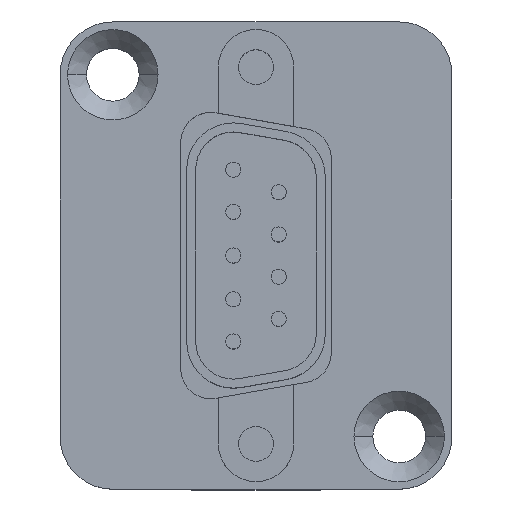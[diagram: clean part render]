
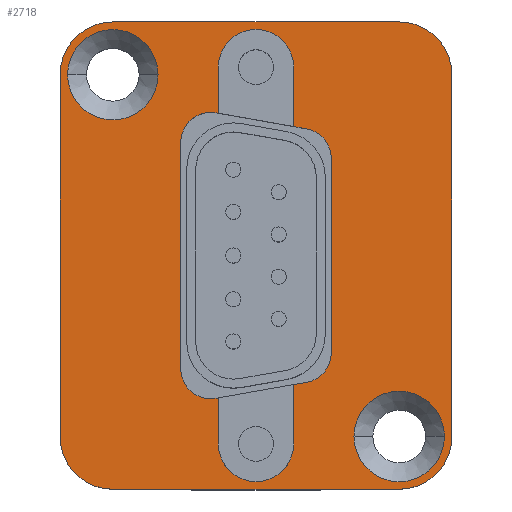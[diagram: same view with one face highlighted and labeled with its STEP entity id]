
A CAD part, top view. The second image highlights one B-rep face of the part: STEP entity #2718.
In plain terms, the highlighted planar face has unit normal (0, 0, 1).
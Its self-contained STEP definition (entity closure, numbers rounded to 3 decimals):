
#171=CARTESIAN_POINT('',(-9.5,-12.,3.5));
#172=DIRECTION('',(0.,0.,1.));
#173=DIRECTION('',(-1.,0.,0.));
#174=AXIS2_PLACEMENT_3D('',#171,#172,#173);
#176=DIRECTION('',(0.,-1.,0.));
#177=VECTOR('',#176,24.);
#178=CARTESIAN_POINT('',(-13.,12.,3.5));
#179=LINE('',#178,#177);
#180=CARTESIAN_POINT('',(-9.5,12.,3.5));
#181=DIRECTION('',(0.,0.,1.));
#182=DIRECTION('',(0.,1.,0.));
#183=AXIS2_PLACEMENT_3D('',#180,#181,#182);
#185=DIRECTION('',(-1.,0.,0.));
#186=VECTOR('',#185,19.);
#187=CARTESIAN_POINT('',(9.5,15.5,3.5));
#188=LINE('',#187,#186);
#189=CARTESIAN_POINT('',(9.5,12.,3.5));
#190=DIRECTION('',(0.,0.,1.));
#191=DIRECTION('',(1.,0.,0.));
#192=AXIS2_PLACEMENT_3D('',#189,#190,#191);
#194=DIRECTION('',(0.,1.,0.));
#195=VECTOR('',#194,24.);
#196=CARTESIAN_POINT('',(13.,-12.,3.5));
#197=LINE('',#196,#195);
#198=CARTESIAN_POINT('',(9.5,-12.,3.5));
#199=DIRECTION('',(0.,0.,1.));
#200=DIRECTION('',(0.,-1.,0.));
#201=AXIS2_PLACEMENT_3D('',#198,#199,#200);
#203=DIRECTION('',(1.,0.,0.));
#204=VECTOR('',#203,19.);
#205=CARTESIAN_POINT('',(-9.5,-15.5,3.5));
#206=LINE('',#205,#204);
#217=CARTESIAN_POINT('',(0.,12.5,3.5));
#218=DIRECTION('',(0.,0.,1.));
#219=DIRECTION('',(1.,0.,0.));
#220=AXIS2_PLACEMENT_3D('',#217,#218,#219);
#222=DIRECTION('',(0.,-1.,0.));
#223=VECTOR('',#222,3.057);
#224=CARTESIAN_POINT('',(-2.5,12.5,3.5));
#225=LINE('',#224,#223);
#226=DIRECTION('',(0.985,-0.174,0.));
#227=VECTOR('',#226,0.155);
#228=CARTESIAN_POINT('',(-2.653,9.47,3.5));
#229=LINE('',#228,#227);
#230=CARTESIAN_POINT('',(-3.,7.5,3.5));
#231=DIRECTION('',(0.,0.,-1.));
#232=DIRECTION('',(-1.,0.,0.));
#233=AXIS2_PLACEMENT_3D('',#230,#231,#232);
#235=DIRECTION('',(0.,1.,0.));
#236=VECTOR('',#235,15.);
#237=CARTESIAN_POINT('',(-5.,-7.5,3.5));
#238=LINE('',#237,#236);
#239=CARTESIAN_POINT('',(-3.,-7.5,3.5));
#240=DIRECTION('',(0.,0.,-1.));
#241=DIRECTION('',(0.174,-0.985,0.));
#242=AXIS2_PLACEMENT_3D('',#239,#240,#241);
#244=DIRECTION('',(-0.985,-0.174,0.));
#245=VECTOR('',#244,0.155);
#246=CARTESIAN_POINT('',(-2.5,-9.443,3.5));
#247=LINE('',#246,#245);
#248=DIRECTION('',(0.,-1.,0.));
#249=VECTOR('',#248,3.057);
#250=CARTESIAN_POINT('',(-2.5,-9.443,3.5));
#251=LINE('',#250,#249);
#252=CARTESIAN_POINT('',(0.,-12.5,3.5));
#253=DIRECTION('',(0.,0.,1.));
#254=DIRECTION('',(-1.,0.,0.));
#255=AXIS2_PLACEMENT_3D('',#252,#253,#254);
#257=DIRECTION('',(0.,1.,0.));
#258=VECTOR('',#257,3.939);
#259=CARTESIAN_POINT('',(2.5,-12.5,3.5));
#260=LINE('',#259,#258);
#261=DIRECTION('',(-0.985,-0.174,0.));
#262=VECTOR('',#261,0.86);
#263=CARTESIAN_POINT('',(3.347,-8.412,3.5));
#264=LINE('',#263,#262);
#265=CARTESIAN_POINT('',(3.,-6.442,3.5));
#266=DIRECTION('',(0.,0.,-1.));
#267=DIRECTION('',(1.,0.,0.));
#268=AXIS2_PLACEMENT_3D('',#265,#266,#267);
#270=DIRECTION('',(0.,-1.,0.));
#271=VECTOR('',#270,12.884);
#272=CARTESIAN_POINT('',(5.,6.442,3.5));
#273=LINE('',#272,#271);
#274=CARTESIAN_POINT('',(3.,6.442,3.5));
#275=DIRECTION('',(0.,0.,-1.));
#276=DIRECTION('',(0.174,0.985,0.));
#277=AXIS2_PLACEMENT_3D('',#274,#275,#276);
#279=DIRECTION('',(0.985,-0.174,0.));
#280=VECTOR('',#279,0.86);
#281=CARTESIAN_POINT('',(2.5,8.561,3.5));
#282=LINE('',#281,#280);
#283=DIRECTION('',(0.,1.,0.));
#284=VECTOR('',#283,3.939);
#285=CARTESIAN_POINT('',(2.5,8.561,3.5));
#286=LINE('',#285,#284);
#297=CARTESIAN_POINT('',(-9.5,12.,3.5));
#298=DIRECTION('',(0.,0.,1.));
#299=DIRECTION('',(1.,0.,0.));
#300=AXIS2_PLACEMENT_3D('',#297,#298,#299);
#302=CARTESIAN_POINT('',(-9.5,12.,3.5));
#303=DIRECTION('',(0.,0.,1.));
#304=DIRECTION('',(-1.,0.,0.));
#305=AXIS2_PLACEMENT_3D('',#302,#303,#304);
#307=CARTESIAN_POINT('',(9.5,-12.,3.5));
#308=DIRECTION('',(0.,0.,1.));
#309=DIRECTION('',(1.,0.,0.));
#310=AXIS2_PLACEMENT_3D('',#307,#308,#309);
#312=CARTESIAN_POINT('',(9.5,-12.,3.5));
#313=DIRECTION('',(0.,0.,1.));
#314=DIRECTION('',(-1.,0.,0.));
#315=AXIS2_PLACEMENT_3D('',#312,#313,#314);
#1945=CARTESIAN_POINT('',(-13.,-12.,3.5));
#1946=CARTESIAN_POINT('',(-9.5,-15.5,3.5));
#1947=VERTEX_POINT('',#1945);
#1948=VERTEX_POINT('',#1946);
#1949=CARTESIAN_POINT('',(9.5,-15.5,3.5));
#1950=VERTEX_POINT('',#1949);
#1951=CARTESIAN_POINT('',(13.,-12.,3.5));
#1952=VERTEX_POINT('',#1951);
#1953=CARTESIAN_POINT('',(13.,12.,3.5));
#1954=VERTEX_POINT('',#1953);
#1955=CARTESIAN_POINT('',(9.5,15.5,3.5));
#1956=VERTEX_POINT('',#1955);
#1957=CARTESIAN_POINT('',(-9.5,15.5,3.5));
#1958=VERTEX_POINT('',#1957);
#1959=CARTESIAN_POINT('',(-13.,12.,3.5));
#1960=VERTEX_POINT('',#1959);
#1973=CARTESIAN_POINT('',(2.5,12.5,3.5));
#1974=CARTESIAN_POINT('',(-2.5,12.5,3.5));
#1975=VERTEX_POINT('',#1973);
#1976=VERTEX_POINT('',#1974);
#1977=CARTESIAN_POINT('',(-5.,-7.5,3.5));
#1978=CARTESIAN_POINT('',(-5.,7.5,3.5));
#1979=VERTEX_POINT('',#1977);
#1980=VERTEX_POINT('',#1978);
#1981=CARTESIAN_POINT('',(-2.653,9.47,3.5));
#1982=VERTEX_POINT('',#1981);
#1983=CARTESIAN_POINT('',(3.347,8.412,3.5));
#1984=CARTESIAN_POINT('',(5.,6.442,3.5));
#1985=VERTEX_POINT('',#1983);
#1986=VERTEX_POINT('',#1984);
#1987=CARTESIAN_POINT('',(5.,-6.442,3.5));
#1988=VERTEX_POINT('',#1987);
#1989=CARTESIAN_POINT('',(3.347,-8.412,3.5));
#1990=VERTEX_POINT('',#1989);
#1991=CARTESIAN_POINT('',(-2.653,-9.47,3.5));
#1992=VERTEX_POINT('',#1991);
#2365=CARTESIAN_POINT('',(-6.5,12.,3.5));
#2366=CARTESIAN_POINT('',(-12.5,12.,3.5));
#2367=VERTEX_POINT('',#2365);
#2368=VERTEX_POINT('',#2366);
#2369=CARTESIAN_POINT('',(12.5,-12.,3.5));
#2370=CARTESIAN_POINT('',(6.5,-12.,3.5));
#2371=VERTEX_POINT('',#2369);
#2372=VERTEX_POINT('',#2370);
#2485=CARTESIAN_POINT('',(-2.5,9.443,3.5));
#2486=VERTEX_POINT('',#2485);
#2487=CARTESIAN_POINT('',(2.5,8.561,3.5));
#2488=VERTEX_POINT('',#2487);
#2489=CARTESIAN_POINT('',(-2.5,-12.5,3.5));
#2490=CARTESIAN_POINT('',(2.5,-12.5,3.5));
#2491=VERTEX_POINT('',#2489);
#2492=VERTEX_POINT('',#2490);
#2493=CARTESIAN_POINT('',(2.5,-8.561,3.5));
#2494=VERTEX_POINT('',#2493);
#2495=CARTESIAN_POINT('',(-2.5,-9.443,3.5));
#2496=VERTEX_POINT('',#2495);
#2651=CARTESIAN_POINT('',(0.,0.,3.5));
#2652=DIRECTION('',(0.,0.,1.));
#2653=DIRECTION('',(1.,0.,0.));
#2654=AXIS2_PLACEMENT_3D('',#2651,#2652,#2653);
#2655=PLANE('',#2654);
#2657=ORIENTED_EDGE('',*,*,#2656,.F.);
#2659=ORIENTED_EDGE('',*,*,#2658,.F.);
#2661=ORIENTED_EDGE('',*,*,#2660,.F.);
#2663=ORIENTED_EDGE('',*,*,#2662,.F.);
#2665=ORIENTED_EDGE('',*,*,#2664,.F.);
#2667=ORIENTED_EDGE('',*,*,#2666,.F.);
#2669=ORIENTED_EDGE('',*,*,#2668,.F.);
#2671=ORIENTED_EDGE('',*,*,#2670,.F.);
#2672=EDGE_LOOP('',(#2657,#2659,#2661,#2663,#2665,#2667,#2669,#2671));
#2673=FACE_OUTER_BOUND('',#2672,.F.);
#2675=ORIENTED_EDGE('',*,*,#2674,.T.);
#2677=ORIENTED_EDGE('',*,*,#2676,.T.);
#2679=ORIENTED_EDGE('',*,*,#2678,.F.);
#2681=ORIENTED_EDGE('',*,*,#2680,.F.);
#2683=ORIENTED_EDGE('',*,*,#2682,.F.);
#2685=ORIENTED_EDGE('',*,*,#2684,.F.);
#2687=ORIENTED_EDGE('',*,*,#2686,.F.);
#2689=ORIENTED_EDGE('',*,*,#2688,.T.);
#2691=ORIENTED_EDGE('',*,*,#2690,.T.);
#2693=ORIENTED_EDGE('',*,*,#2692,.T.);
#2695=ORIENTED_EDGE('',*,*,#2694,.F.);
#2697=ORIENTED_EDGE('',*,*,#2696,.F.);
#2699=ORIENTED_EDGE('',*,*,#2698,.F.);
#2701=ORIENTED_EDGE('',*,*,#2700,.F.);
#2703=ORIENTED_EDGE('',*,*,#2702,.F.);
#2705=ORIENTED_EDGE('',*,*,#2704,.T.);
#2706=EDGE_LOOP('',(#2675,#2677,#2679,#2681,#2683,#2685,#2687,#2689,#2691,#2693,
#2695,#2697,#2699,#2701,#2703,#2705));
#2707=FACE_BOUND('',#2706,.F.);
#2708=ORIENTED_EDGE('',*,*,#2631,.T.);
#2709=ORIENTED_EDGE('',*,*,#2645,.T.);
#2710=EDGE_LOOP('',(#2708,#2709));
#2711=FACE_BOUND('',#2710,.F.);
#2713=ORIENTED_EDGE('',*,*,#2712,.T.);
#2715=ORIENTED_EDGE('',*,*,#2714,.T.);
#2716=EDGE_LOOP('',(#2713,#2715));
#2717=FACE_BOUND('',#2716,.F.);
#2718=ADVANCED_FACE('',(#2673,#2707,#2711,#2717),#2655,.T.);
#175=CIRCLE('',#174,3.5);
#184=CIRCLE('',#183,3.5);
#193=CIRCLE('',#192,3.5);
#202=CIRCLE('',#201,3.5);
#221=CIRCLE('',#220,2.5);
#234=CIRCLE('',#233,2.);
#243=CIRCLE('',#242,2.);
#256=CIRCLE('',#255,2.5);
#269=CIRCLE('',#268,2.);
#278=CIRCLE('',#277,2.);
#301=CIRCLE('',#300,3.);
#306=CIRCLE('',#305,3.);
#311=CIRCLE('',#310,3.);
#316=CIRCLE('',#315,3.);
#2631=EDGE_CURVE('',#2367,#2368,#301,.T.);
#2645=EDGE_CURVE('',#2368,#2367,#306,.T.);
#2656=EDGE_CURVE('',#1947,#1948,#175,.T.);
#2658=EDGE_CURVE('',#1960,#1947,#179,.T.);
#2660=EDGE_CURVE('',#1958,#1960,#184,.T.);
#2662=EDGE_CURVE('',#1956,#1958,#188,.T.);
#2664=EDGE_CURVE('',#1954,#1956,#193,.T.);
#2666=EDGE_CURVE('',#1952,#1954,#197,.T.);
#2668=EDGE_CURVE('',#1950,#1952,#202,.T.);
#2670=EDGE_CURVE('',#1948,#1950,#206,.T.);
#2674=EDGE_CURVE('',#1975,#1976,#221,.T.);
#2676=EDGE_CURVE('',#1976,#2486,#225,.T.);
#2678=EDGE_CURVE('',#1982,#2486,#229,.T.);
#2680=EDGE_CURVE('',#1980,#1982,#234,.T.);
#2682=EDGE_CURVE('',#1979,#1980,#238,.T.);
#2684=EDGE_CURVE('',#1992,#1979,#243,.T.);
#2686=EDGE_CURVE('',#2496,#1992,#247,.T.);
#2688=EDGE_CURVE('',#2496,#2491,#251,.T.);
#2690=EDGE_CURVE('',#2491,#2492,#256,.T.);
#2692=EDGE_CURVE('',#2492,#2494,#260,.T.);
#2694=EDGE_CURVE('',#1990,#2494,#264,.T.);
#2696=EDGE_CURVE('',#1988,#1990,#269,.T.);
#2698=EDGE_CURVE('',#1986,#1988,#273,.T.);
#2700=EDGE_CURVE('',#1985,#1986,#278,.T.);
#2702=EDGE_CURVE('',#2488,#1985,#282,.T.);
#2704=EDGE_CURVE('',#2488,#1975,#286,.T.);
#2712=EDGE_CURVE('',#2371,#2372,#311,.T.);
#2714=EDGE_CURVE('',#2372,#2371,#316,.T.);
